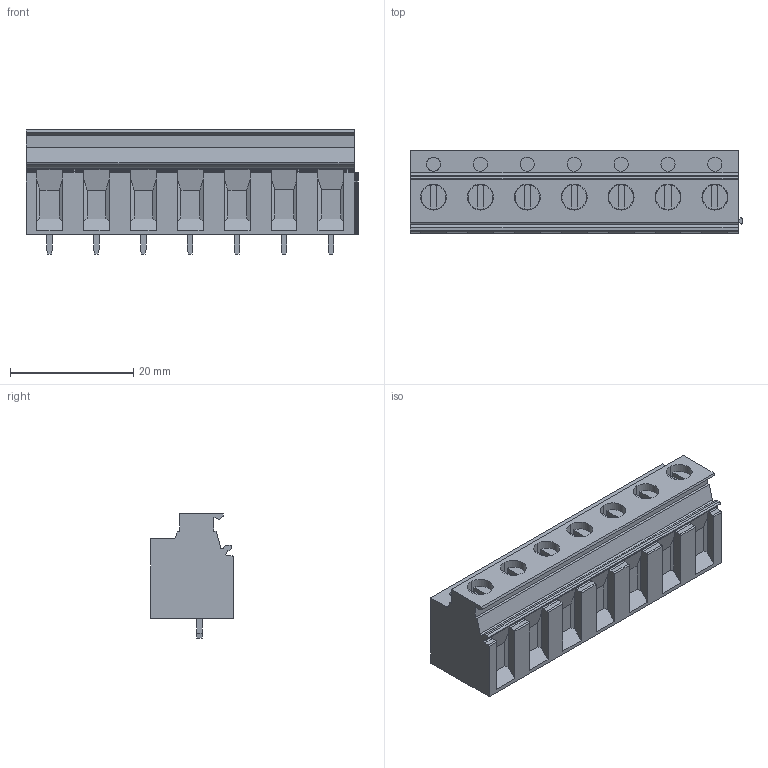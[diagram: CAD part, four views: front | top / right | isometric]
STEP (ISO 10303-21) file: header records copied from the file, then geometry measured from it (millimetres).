
FILE_DESCRIPTION(('CATIA V5 STEP Exchange','CAx-IF Rec.Pracs.--- Model Styling and Organization---1.4--- 2014-01-23'),'2;1');
FILE_NAME ('039720-2_0_1766550000_1766550000.stp','2021-07-27T09:52:03+00:00',('none'),('Weidmueller'),'CATIA Version 5-6 Release 2016 SP3 HF44','CATIA V5 STEP AP214','none');
FILE_SCHEMA(('AUTOMOTIVE_DESIGN { 1 0 10303 214 1 1 1 1 }'));
Length unit declared in the file: millimetre
Products named in the file (1): 1766550000
Bounding box: 53.94 x 13.4 x 20.2 mm (x, y, z)
Volume: 9439.1 mm3; surface area: 5388.8 mm2
Topology: 15 solids, 15 shells, 285 faces, 729 edges, 488 vertices
Faces by surface type: plane 206, cylinder 79
Entity records: 8663 total; most frequent: CARTESIAN_POINT 1652, ORIENTED_EDGE 1458, DIRECTION 1202, EDGE_CURVE 729, VECTOR 543, LINE 543, VERTEX_POINT 488, AXIS2_PLACEMENT_3D 414
